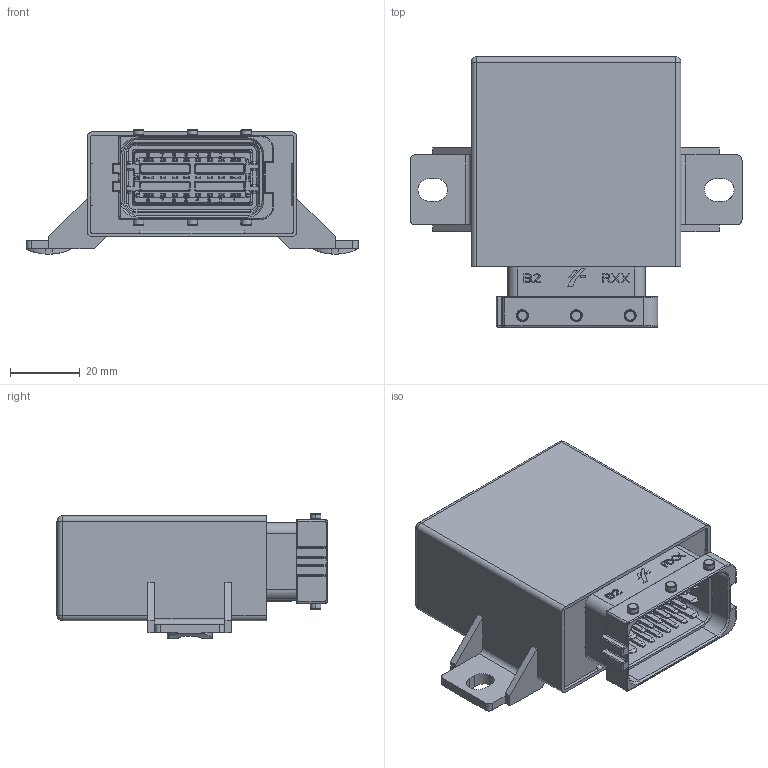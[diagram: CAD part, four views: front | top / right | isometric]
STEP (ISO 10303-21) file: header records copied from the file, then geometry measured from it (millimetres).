
FILE_DESCRIPTION (( 'STEP AP214' ), '1' );
FILE_NAME ('CAN_IO_WP.STEP', '2012-12-14T10:54:18', ( '' ), ( '' ), 'SwSTEP 2.0', 'SolidWorks 2012', '' );
FILE_SCHEMA (( 'AUTOMOTIVE_DESIGN' ));
Length unit declared in the file: millimetre
Products named in the file (1): CAN_IO_WP
Bounding box: 95 x 77.3 x 35.58 mm (x, y, z)
Volume: 121103.8 mm3; surface area: 56816.1 mm2
Topology: 51 solids, 51 shells, 4278 faces, 11484 edges, 7356 vertices
Faces by surface type: plane 3535, cylinder 516, torus 98, sphere 77, bspline 36, cone 16
Entity records: 181643 total; most frequent: CARTESIAN_POINT 28665, ORIENTED_EDGE 22730, DIRECTION 20239, EDGE_CURVE 11365, VECTOR 9973, LINE 9973, VERTEX_POINT 7311, AXIS2_PLACEMENT_3D 5133
